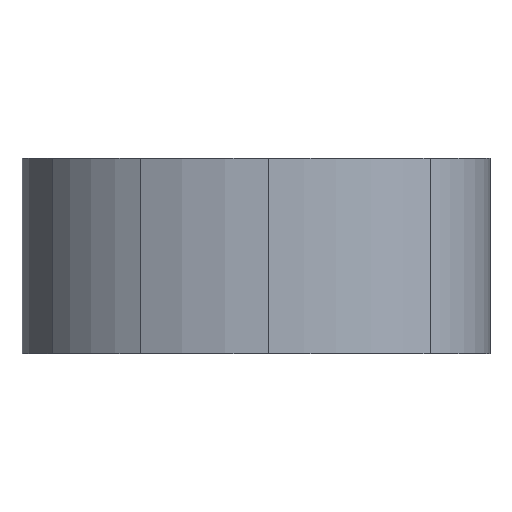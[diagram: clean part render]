
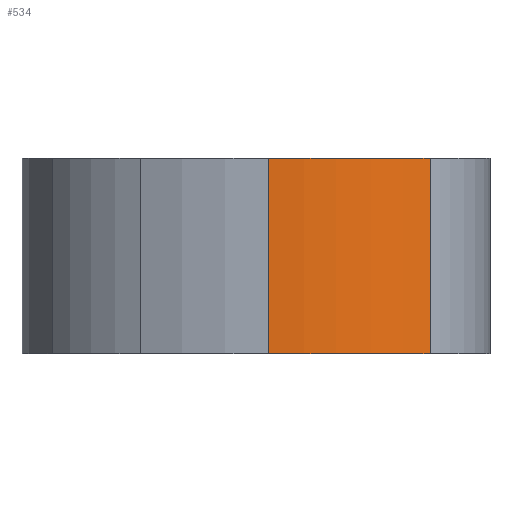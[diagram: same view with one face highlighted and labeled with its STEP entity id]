
A CAD part, front view. The second image highlights one B-rep face of the part: STEP entity #534.
In plain terms, the highlighted free-form (B-spline) face has degree [3, 1] with [4, 2] control points.
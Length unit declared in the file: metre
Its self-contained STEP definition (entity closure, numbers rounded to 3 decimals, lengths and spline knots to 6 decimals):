
#20=B_SPLINE_CURVE_WITH_KNOTS('',2,(#841,#842,#843),.UNSPECIFIED.,.F.,.F.,
(3,3),(0.,1.),.PIECEWISE_BEZIER_KNOTS.);
#21=B_SPLINE_CURVE_WITH_KNOTS('',2,(#845,#846,#847),.UNSPECIFIED.,.F.,.F.,
(3,3),(0.,1.),.PIECEWISE_BEZIER_KNOTS.);
#38=B_SPLINE_SURFACE_WITH_KNOTS('',3,1,((#833,#834),(#835,#836),(#837,#838),
(#839,#840)),.SURF_OF_LINEAR_EXTRUSION.,.F.,.F.,.F.,(4,4),(2,2),(0.,1.),
(0.,1.),.PIECEWISE_BEZIER_KNOTS.);
#56=LINE('',#832,#88);
#57=LINE('',#849,#89);
#88=VECTOR('',#665,1.);
#89=VECTOR('',#666,1.);
#142=ORIENTED_EDGE('',*,*,#303,.T.);
#143=ORIENTED_EDGE('',*,*,#302,.F.);
#144=ORIENTED_EDGE('',*,*,#304,.F.);
#145=ORIENTED_EDGE('',*,*,#305,.T.);
#302=EDGE_CURVE('',#379,#378,#56,.T.);
#303=EDGE_CURVE('',#380,#378,#20,.T.);
#304=EDGE_CURVE('',#381,#379,#21,.T.);
#305=EDGE_CURVE('',#381,#380,#57,.T.);
#378=VERTEX_POINT('',#829);
#379=VERTEX_POINT('',#831);
#380=VERTEX_POINT('',#844);
#381=VERTEX_POINT('',#848);
#458=EDGE_LOOP('',(#142,#143,#144,#145));
#488=FACE_BOUND('',#458,.T.);
#534=ADVANCED_FACE('',(#488),#38,.F.);
#665=DIRECTION('',(0.,0.,1.));
#666=DIRECTION('',(0.,0.,1.));
#829=CARTESIAN_POINT('',(0.170676,0.011495,0.0095));
#831=CARTESIAN_POINT('',(0.170676,0.011495,0.0089));
#832=CARTESIAN_POINT('',(0.170676,0.011495,0.0089));
#833=CARTESIAN_POINT('',(0.171172,0.011633,0.0089));
#834=CARTESIAN_POINT('',(0.171172,0.011633,0.0095));
#835=CARTESIAN_POINT('',(0.171049,0.011541,0.0089));
#836=CARTESIAN_POINT('',(0.171049,0.011541,0.0095));
#837=CARTESIAN_POINT('',(0.170884,0.011495,0.0089));
#838=CARTESIAN_POINT('',(0.170884,0.011495,0.0095));
#839=CARTESIAN_POINT('',(0.170676,0.011495,0.0089));
#840=CARTESIAN_POINT('',(0.170676,0.011495,0.0095));
#841=CARTESIAN_POINT('',(0.171172,0.011633,0.0095));
#842=CARTESIAN_POINT('',(0.170988,0.011495,0.0095));
#843=CARTESIAN_POINT('',(0.170676,0.011495,0.0095));
#844=CARTESIAN_POINT('',(0.171172,0.011633,0.0095));
#845=CARTESIAN_POINT('',(0.171172,0.011633,0.0089));
#846=CARTESIAN_POINT('',(0.170988,0.011495,0.0089));
#847=CARTESIAN_POINT('',(0.170676,0.011495,0.0089));
#848=CARTESIAN_POINT('',(0.171172,0.011633,0.0089));
#849=CARTESIAN_POINT('',(0.171172,0.011633,0.0089));
